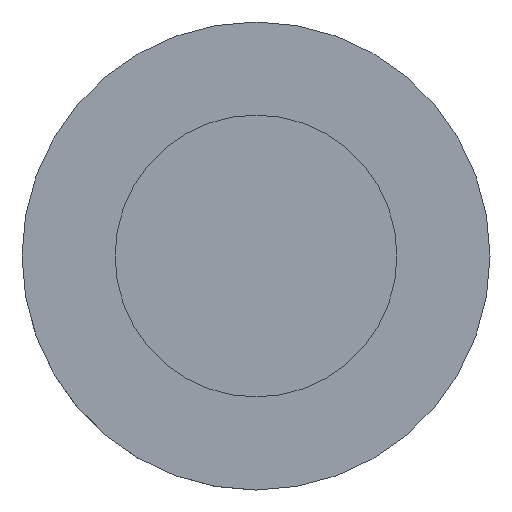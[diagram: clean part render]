
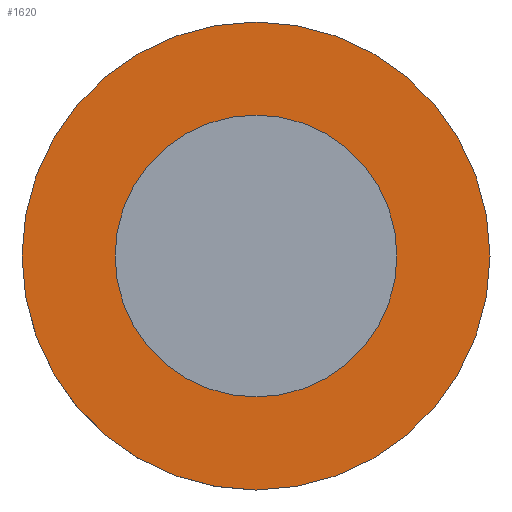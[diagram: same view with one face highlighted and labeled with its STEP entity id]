
A CAD part, left-side view. The second image highlights one B-rep face of the part: STEP entity #1620.
In plain terms, the highlighted planar face has unit normal (-1, 0, 0).
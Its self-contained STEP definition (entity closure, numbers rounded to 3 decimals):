
#18 = DIRECTION ( 'NONE',  ( -1., 0., 0. ) ) ;
#63 = CARTESIAN_POINT ( 'NONE',  ( 462., -41.5, 760. ) ) ;
#80 = CARTESIAN_POINT ( 'NONE',  ( 462., 0., 735. ) ) ;
#134 = CARTESIAN_POINT ( 'NONE',  ( 462., 0., 760. ) ) ;
#171 = AXIS2_PLACEMENT_3D ( 'NONE', #1121, #322, #1261 ) ;
#267 = VERTEX_POINT ( 'NONE', #63 ) ;
#273 = DIRECTION ( 'NONE',  ( 0., 1., 0. ) ) ;
#287 = CARTESIAN_POINT ( 'NONE',  ( 462., 41.5, 760. ) ) ;
#322 = DIRECTION ( 'NONE',  ( -1., 0., 0. ) ) ;
#329 = CIRCLE ( 'NONE', #1154, 25. ) ;
#401 = VERTEX_POINT ( 'NONE', #287 ) ;
#429 = AXIS2_PLACEMENT_3D ( 'NONE', #976, #1404, #615 ) ;
#579 = FACE_OUTER_BOUND ( 'NONE', #924, .T. ) ;
#615 = DIRECTION ( 'NONE',  ( 0., -1., 0. ) ) ;
#700 = EDGE_CURVE ( 'NONE', #791, #1694, #1322, .T. ) ;
#710 = PLANE ( 'NONE',  #429 ) ;
#775 = DIRECTION ( 'NONE',  ( 1., 0., 0. ) ) ;
#791 = VERTEX_POINT ( 'NONE', #1415 ) ;
#821 = CARTESIAN_POINT ( 'NONE',  ( 462., 0., 760. ) ) ;
#828 = ORIENTED_EDGE ( 'NONE', *, *, #1044, .F. ) ;
#839 = EDGE_CURVE ( 'NONE', #401, #267, #1707, .T. ) ;
#873 = EDGE_LOOP ( 'NONE', ( #1370, #828 ) ) ;
#924 = EDGE_LOOP ( 'NONE', ( #1392, #1573 ) ) ;
#930 = FACE_BOUND ( 'NONE', #873, .T. ) ;
#963 = DIRECTION ( 'NONE',  ( 0., -1., 0. ) ) ;
#976 = CARTESIAN_POINT ( 'NONE',  ( 462., 41.5, 760. ) ) ;
#1044 = EDGE_CURVE ( 'NONE', #1694, #791, #329, .T. ) ;
#1073 = DIRECTION ( 'NONE',  ( 1., 0., 0. ) ) ;
#1121 = CARTESIAN_POINT ( 'NONE',  ( 462., 0., 760. ) ) ;
#1140 = AXIS2_PLACEMENT_3D ( 'NONE', #1579, #775, #1716 ) ;
#1154 = AXIS2_PLACEMENT_3D ( 'NONE', #821, #18, #963 ) ;
#1261 = DIRECTION ( 'NONE',  ( 0., -1., 0. ) ) ;
#1322 = CIRCLE ( 'NONE', #171, 25. ) ;
#1335 = AXIS2_PLACEMENT_3D ( 'NONE', #134, #1073, #273 ) ;
#1340 = CIRCLE ( 'NONE', #1140, 41.5 ) ;
#1370 = ORIENTED_EDGE ( 'NONE', *, *, #700, .F. ) ;
#1392 = ORIENTED_EDGE ( 'NONE', *, *, #839, .F. ) ;
#1404 = DIRECTION ( 'NONE',  ( -1., 0., 0. ) ) ;
#1415 = CARTESIAN_POINT ( 'NONE',  ( 462., 0., 785. ) ) ;
#1573 = ORIENTED_EDGE ( 'NONE', *, *, #1747, .F. ) ;
#1579 = CARTESIAN_POINT ( 'NONE',  ( 462., 0., 760. ) ) ;
#1620 = ADVANCED_FACE ( 'NONE', ( #930, #579 ), #710, .T. ) ;
#1694 = VERTEX_POINT ( 'NONE', #80 ) ;
#1707 = CIRCLE ( 'NONE', #1335, 41.5 ) ;
#1716 = DIRECTION ( 'NONE',  ( 0., 1., 0. ) ) ;
#1747 = EDGE_CURVE ( 'NONE', #267, #401, #1340, .T. ) ;
